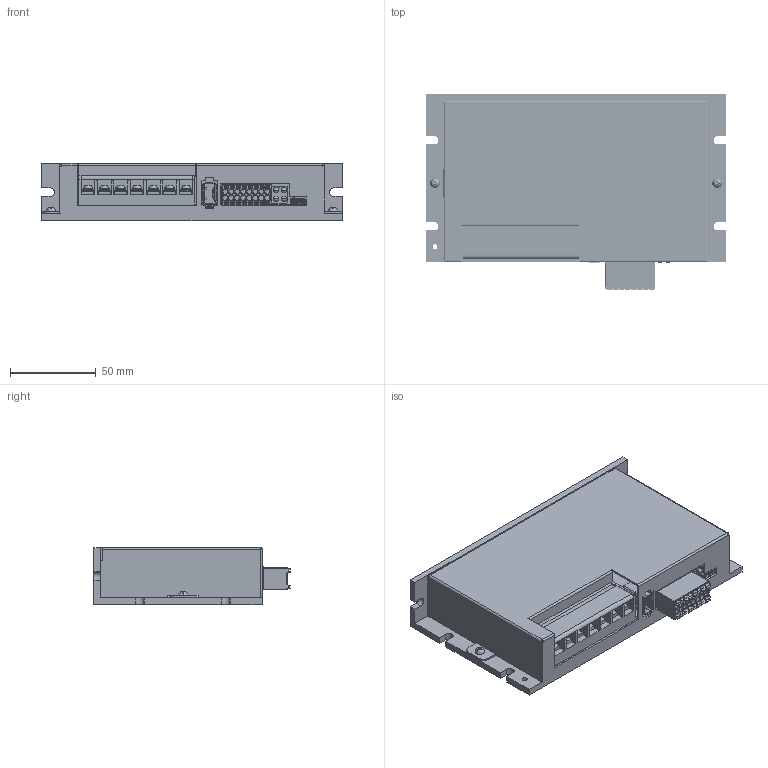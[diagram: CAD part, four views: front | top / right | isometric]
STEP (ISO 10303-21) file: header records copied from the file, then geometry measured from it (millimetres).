
FILE_DESCRIPTION((''),'2;1');
FILE_NAME('RT-D5V120_250_380','2025-03-27T14:16:19',('ruiwe'),(''),'CREO PARAMETRIC BY PTC INC, 2021063','CREO PARAMETRIC BY PTC INC, 2021063','');
FILE_SCHEMA(('CONFIG_CONTROL_DESIGN','SHAPE_APPEARANCE_LAYERS_GROUPS'));
Products named in the file (1): RT-D5V120_250_380
Bounding box: 175 x 114.3 x 33.17 mm (x, y, z)
Volume: 151179.3 mm3; surface area: 140473.7 mm2
Topology: 3 solids, 21 shells, 4492 faces, 11926 edges, 7574 vertices
Faces by surface type: plane 2635, cylinder 1315, cone 210, bspline 182, sphere 70, torus 62, extrusion 18
Entity records: 196022 total; most frequent: CARTESIAN_POINT 53271, ORIENTED_EDGE 23514, DIRECTION 20836, EDGE_CURVE 11879, PRESENTATION_STYLE_ASSIGNMENT 9296, STYLED_ITEM 8913, VECTOR 7974, LINE 7956
